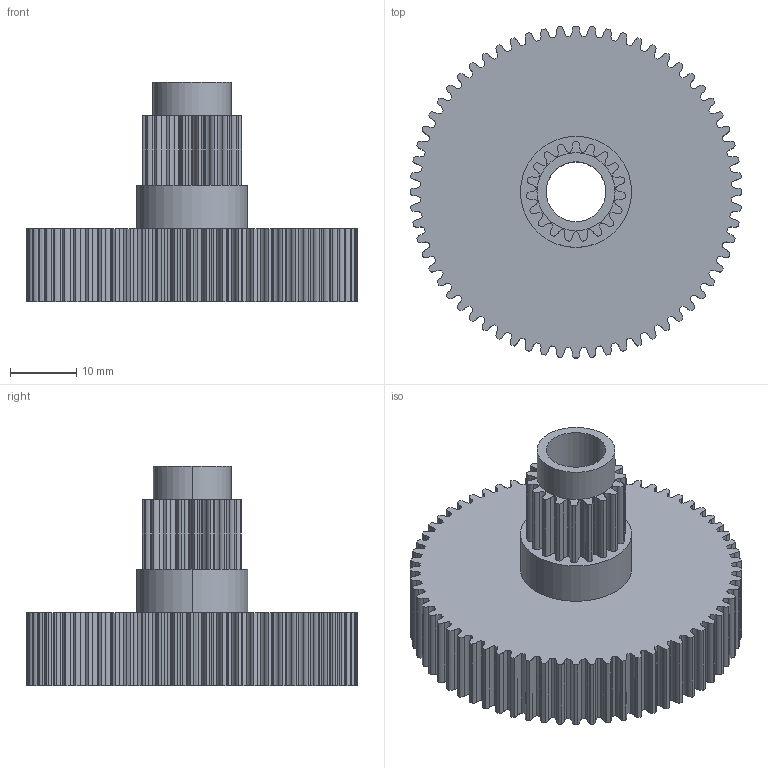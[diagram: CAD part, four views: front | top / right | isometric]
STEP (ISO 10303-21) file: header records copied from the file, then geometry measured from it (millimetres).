
FILE_DESCRIPTION (( 'STEP AP214' ), '1' );
FILE_NAME ('Torpedo_Planetary_Sun&Spur_Gear_V2.STEP', '2023-02-21T02:03:40', ( '' ), ( '' ), 'SwSTEP 2.0', 'SolidWorks 2013', '' );
FILE_SCHEMA (( 'AUTOMOTIVE_DESIGN' ));
Length unit declared in the file: millimetre
Products named in the file (1): Torpedo_Planetary_Sun&Spur_Gear_V2
Bounding box: 49.99 x 49.99 x 33 mm (x, y, z)
Volume: 20767.5 mm3; surface area: 9089 mm2
Topology: 1 solids, 1 shells, 559 faces, 1657 edges, 1104 vertices
Faces by surface type: cylinder 424, plane 135
Entity records: 19181 total; most frequent: DIRECTION 3625, CARTESIAN_POINT 3321, ORIENTED_EDGE 3314, EDGE_CURVE 1657, AXIS2_PLACEMENT_3D 1408, VERTEX_POINT 1104, CIRCLE 848, VECTOR 809
